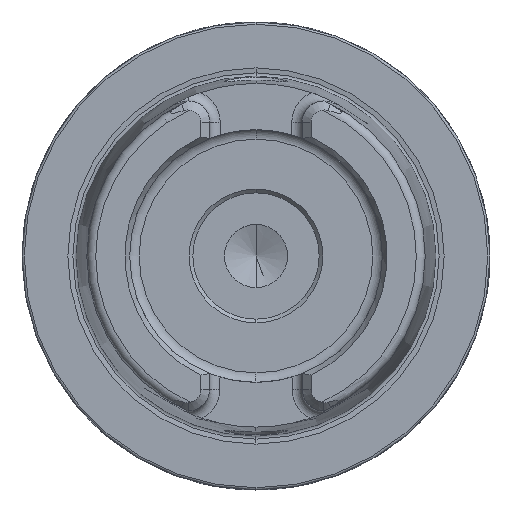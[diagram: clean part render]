
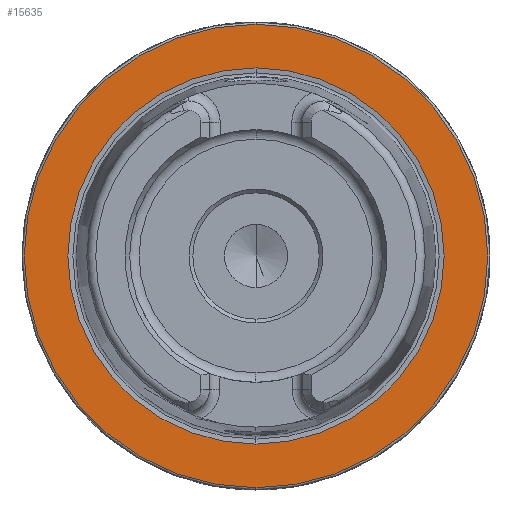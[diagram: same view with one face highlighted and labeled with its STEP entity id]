
A CAD part, left-side view. The second image highlights one B-rep face of the part: STEP entity #15635.
In plain terms, the highlighted planar face has unit normal (-1, 0, 0).
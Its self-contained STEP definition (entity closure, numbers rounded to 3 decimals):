
#1686 = CARTESIAN_POINT ( 'NONE',  ( 0., 0., 25.324 ) ) ;
#1858 = DIRECTION ( 'NONE',  ( 0., 0., 1. ) ) ;
#2205 = VERTEX_POINT ( 'NONE', #11103 ) ;
#2397 = DIRECTION ( 'NONE',  ( 0., 0., 1. ) ) ;
#2471 = CARTESIAN_POINT ( 'NONE',  ( 0., 0., 0. ) ) ;
#2745 = EDGE_CURVE ( 'NONE', #4437, #5703, #4701, .T. ) ;
#2921 = AXIS2_PLACEMENT_3D ( 'NONE', #12952, #7882, #6252 ) ;
#3310 = CARTESIAN_POINT ( 'NONE',  ( 0., 0., -25.324 ) ) ;
#3551 = EDGE_CURVE ( 'NONE', #2205, #10829, #9908, .T. ) ;
#3855 = DIRECTION ( 'NONE',  ( 0., 0., -1. ) ) ;
#3912 = DIRECTION ( 'NONE',  ( -1., 0., 0. ) ) ;
#4012 = AXIS2_PLACEMENT_3D ( 'NONE', #2471, #14287, #2397 ) ;
#4437 = VERTEX_POINT ( 'NONE', #1686 ) ;
#4701 = CIRCLE ( 'NONE', #12561, 25.324 ) ;
#5076 = FACE_OUTER_BOUND ( 'NONE', #6282, .T. ) ;
#5114 = ORIENTED_EDGE ( 'NONE', *, *, #2745, .F. ) ;
#5380 = AXIS2_PLACEMENT_3D ( 'NONE', #6594, #15390, #3855 ) ;
#5687 = ORIENTED_EDGE ( 'NONE', *, *, #3551, .T. ) ;
#5703 = VERTEX_POINT ( 'NONE', #3310 ) ;
#6214 = EDGE_LOOP ( 'NONE', ( #5114, #13272 ) ) ;
#6252 = DIRECTION ( 'NONE',  ( 0., 0., 1. ) ) ;
#6282 = EDGE_LOOP ( 'NONE', ( #5687, #9689 ) ) ;
#6594 = CARTESIAN_POINT ( 'NONE',  ( 0., 31.2, 0. ) ) ;
#7635 = FACE_BOUND ( 'NONE', #6214, .T. ) ;
#7882 = DIRECTION ( 'NONE',  ( -1., 0., 0. ) ) ;
#9215 = DIRECTION ( 'NONE',  ( 0., 0., 1. ) ) ;
#9689 = ORIENTED_EDGE ( 'NONE', *, *, #16030, .T. ) ;
#9908 = CIRCLE ( 'NONE', #12615, 31.2 ) ;
#10480 = CARTESIAN_POINT ( 'NONE',  ( 0., 0., 0. ) ) ;
#10829 = VERTEX_POINT ( 'NONE', #12552 ) ;
#11103 = CARTESIAN_POINT ( 'NONE',  ( 0., 0., 31.2 ) ) ;
#11345 = CIRCLE ( 'NONE', #4012, 31.2 ) ;
#12552 = CARTESIAN_POINT ( 'NONE',  ( 0., 0., -31.2 ) ) ;
#12561 = AXIS2_PLACEMENT_3D ( 'NONE', #10480, #3912, #9215 ) ;
#12615 = AXIS2_PLACEMENT_3D ( 'NONE', #12783, #13488, #1858 ) ;
#12783 = CARTESIAN_POINT ( 'NONE',  ( 0., 0., 0. ) ) ;
#12952 = CARTESIAN_POINT ( 'NONE',  ( 0., 0., 0. ) ) ;
#13272 = ORIENTED_EDGE ( 'NONE', *, *, #15641, .F. ) ;
#13488 = DIRECTION ( 'NONE',  ( -1., 0., 0. ) ) ;
#14125 = PLANE ( 'NONE',  #5380 ) ;
#14287 = DIRECTION ( 'NONE',  ( -1., 0., 0. ) ) ;
#14855 = CIRCLE ( 'NONE', #2921, 25.324 ) ;
#15390 = DIRECTION ( 'NONE',  ( 1., 0., 0. ) ) ;
#15635 = ADVANCED_FACE ( 'NONE', ( #7635, #5076 ), #14125, .F. ) ;
#15641 = EDGE_CURVE ( 'NONE', #5703, #4437, #14855, .T. ) ;
#16030 = EDGE_CURVE ( 'NONE', #10829, #2205, #11345, .T. ) ;
